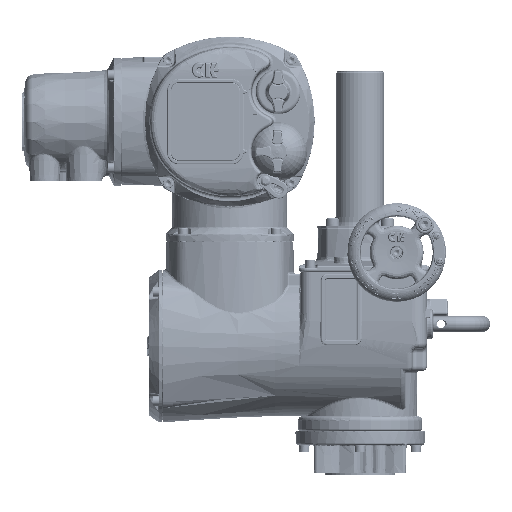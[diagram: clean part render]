
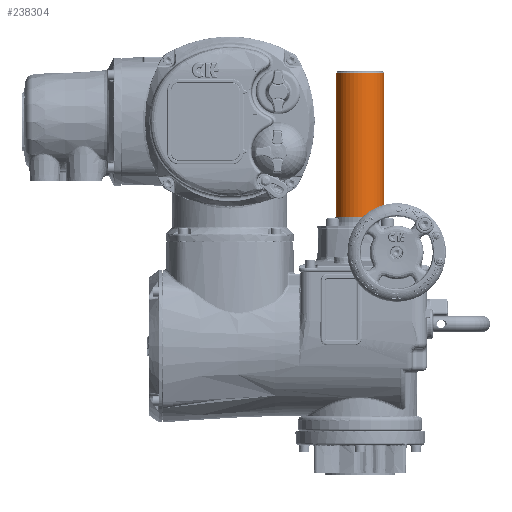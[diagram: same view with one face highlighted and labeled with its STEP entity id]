
A CAD part, front view. The second image highlights one B-rep face of the part: STEP entity #238304.
In plain terms, the highlighted cylindrical face has radius 24 mm (diameter 48 mm), a full revolution.
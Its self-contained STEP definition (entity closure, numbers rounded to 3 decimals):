
#35631=CYLINDRICAL_SURFACE('',#249914,24.);
#43777=ORIENTED_EDGE('',*,*,#91020,.T.);
#43778=ORIENTED_EDGE('',*,*,#91025,.T.);
#91020=EDGE_CURVE('',#114996,#114996,#129225,.T.);
#91025=EDGE_CURVE('',#115001,#115001,#129230,.T.);
#114996=VERTEX_POINT('',#321311);
#115001=VERTEX_POINT('',#321324);
#129225=CIRCLE('',#249907,24.);
#129230=CIRCLE('',#249915,24.);
#134648=EDGE_LOOP('',(#43777));
#134649=EDGE_LOOP('',(#43778));
#146578=FACE_BOUND('',#134648,.T.);
#146579=FACE_BOUND('',#134649,.T.);
#238304=ADVANCED_FACE('',(#146578,#146579),#35631,.T.);
#249907=AXIS2_PLACEMENT_3D('',#321310,#267094,#267095);
#249914=AXIS2_PLACEMENT_3D('',#321322,#267108,#267109);
#249915=AXIS2_PLACEMENT_3D('',#321323,#267110,#267111);
#267094=DIRECTION('',(0.,0.,1.));
#267095=DIRECTION('',(-0.707,0.707,0.));
#267108=DIRECTION('',(0.,0.,-1.));
#267109=DIRECTION('',(0.707,-0.707,0.));
#267110=DIRECTION('',(0.,0.,-1.));
#267111=DIRECTION('',(-0.707,0.707,0.));
#321310=CARTESIAN_POINT('',(0.,0.,107.5));
#321311=CARTESIAN_POINT('',(-16.971,16.971,107.5));
#321322=CARTESIAN_POINT('',(0.,0.,252.5));
#321323=CARTESIAN_POINT('',(0.,0.,252.5));
#321324=CARTESIAN_POINT('',(-16.971,16.971,252.5));
